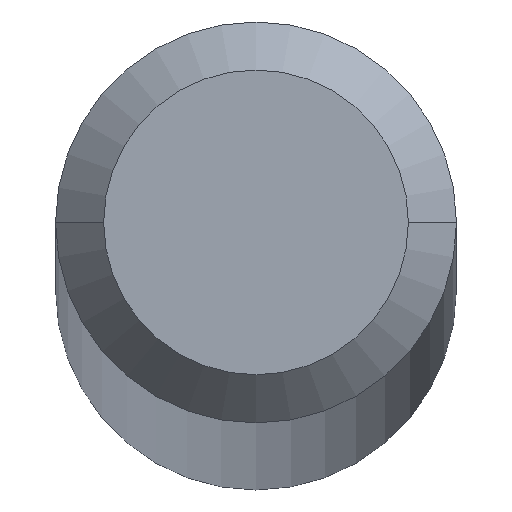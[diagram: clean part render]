
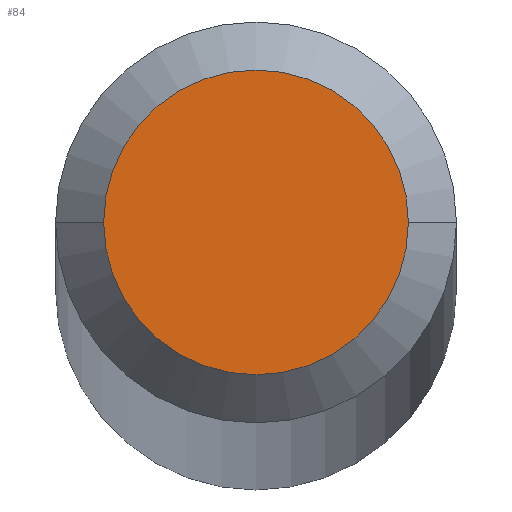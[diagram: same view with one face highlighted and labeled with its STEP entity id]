
A CAD part, top view. The second image highlights one B-rep face of the part: STEP entity #84.
In plain terms, the highlighted planar face has unit normal (0, 0, 1).
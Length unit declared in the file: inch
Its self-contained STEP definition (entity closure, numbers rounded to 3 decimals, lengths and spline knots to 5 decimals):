
#13 = CIRCLE ( 'NONE', #153, 0.095 ) ;
#19 = ORIENTED_EDGE ( 'NONE', *, *, #23, .T. ) ;
#20 = CIRCLE ( 'NONE', #41, 0.095 ) ;
#23 = EDGE_CURVE ( 'NONE', #76, #155, #20, .T. ) ;
#41 = AXIS2_PLACEMENT_3D ( 'NONE', #79, #220, #98 ) ;
#44 = CARTESIAN_POINT ( 'NONE',  ( 0., 0., 12. ) ) ;
#45 = DIRECTION ( 'NONE',  ( 0., 0., 1. ) ) ;
#76 = VERTEX_POINT ( 'NONE', #221 ) ;
#78 = CARTESIAN_POINT ( 'NONE',  ( 0.095, 0., 12. ) ) ;
#79 = CARTESIAN_POINT ( 'NONE',  ( 0., 0., 12. ) ) ;
#84 = ADVANCED_FACE ( 'NONE', ( #108 ), #123, .T. ) ;
#98 = DIRECTION ( 'NONE',  ( 1., 0., 0. ) ) ;
#108 = FACE_OUTER_BOUND ( 'NONE', #195, .T. ) ;
#110 = CARTESIAN_POINT ( 'NONE',  ( 0., 0., 12. ) ) ;
#123 = PLANE ( 'NONE',  #203 ) ;
#132 = DIRECTION ( 'NONE',  ( 1., 0., 0. ) ) ;
#153 = AXIS2_PLACEMENT_3D ( 'NONE', #110, #245, #132 ) ;
#155 = VERTEX_POINT ( 'NONE', #78 ) ;
#157 = EDGE_CURVE ( 'NONE', #155, #76, #13, .T. ) ;
#177 = DIRECTION ( 'NONE',  ( 1., 0., 0. ) ) ;
#195 = EDGE_LOOP ( 'NONE', ( #19, #214 ) ) ;
#203 = AXIS2_PLACEMENT_3D ( 'NONE', #44, #45, #177 ) ;
#214 = ORIENTED_EDGE ( 'NONE', *, *, #157, .T. ) ;
#220 = DIRECTION ( 'NONE',  ( 0., 0., 1. ) ) ;
#221 = CARTESIAN_POINT ( 'NONE',  ( -0.095, 0., 12. ) ) ;
#245 = DIRECTION ( 'NONE',  ( 0., 0., 1. ) ) ;
